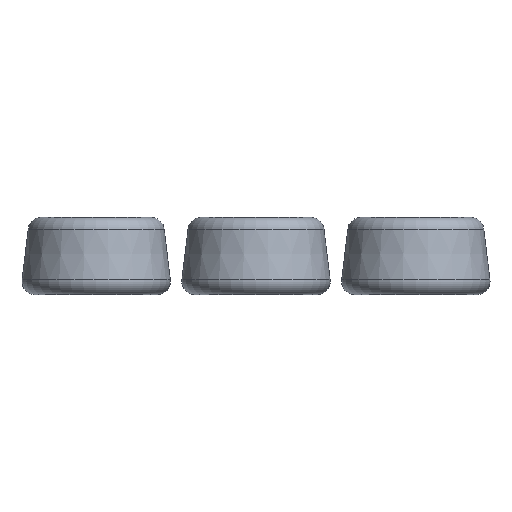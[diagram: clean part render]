
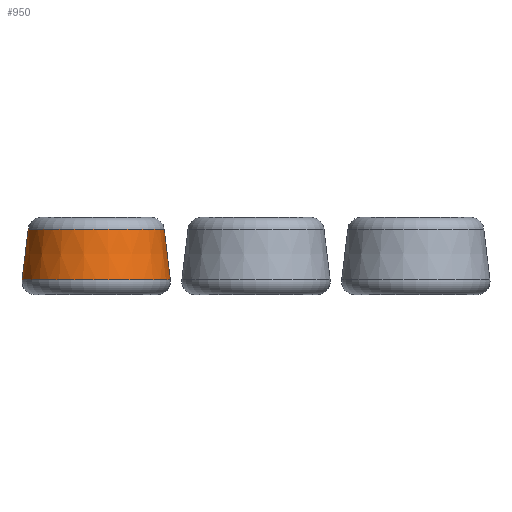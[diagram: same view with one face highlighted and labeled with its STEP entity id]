
A CAD part, front view. The second image highlights one B-rep face of the part: STEP entity #950.
In plain terms, the highlighted conical face has half-angle 6.882 degrees and reference radius 5.7 mm.
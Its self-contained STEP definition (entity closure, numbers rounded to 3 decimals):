
#85=LINE('',#1672,#109);
#109=VECTOR('',#1266,5.7);
#133=CONICAL_SURFACE('',#1062,5.7,0.12);
#158=FACE_OUTER_BOUND('',#242,.T.);
#242=EDGE_LOOP('',(#665,#666,#667,#668,#669));
#337=CIRCLE('',#1059,5.565);
#340=CIRCLE('',#1063,5.106);
#341=CIRCLE('',#1064,5.106);
#445=VERTEX_POINT('',#1662);
#447=VERTEX_POINT('',#1668);
#448=VERTEX_POINT('',#1669);
#529=EDGE_CURVE('',#445,#445,#337,.T.);
#532=EDGE_CURVE('',#447,#448,#340,.T.);
#533=EDGE_CURVE('',#448,#447,#341,.T.);
#534=EDGE_CURVE('',#448,#445,#85,.T.);
#665=ORIENTED_EDGE('',*,*,#532,.F.);
#666=ORIENTED_EDGE('',*,*,#533,.F.);
#667=ORIENTED_EDGE('',*,*,#534,.T.);
#668=ORIENTED_EDGE('',*,*,#529,.F.);
#669=ORIENTED_EDGE('',*,*,#534,.F.);
#950=ADVANCED_FACE('',(#158),#133,.T.);
#1059=AXIS2_PLACEMENT_3D('',#1663,#1254,#1255);
#1062=AXIS2_PLACEMENT_3D('',#1667,#1260,#1261);
#1063=AXIS2_PLACEMENT_3D('',#1670,#1262,#1263);
#1064=AXIS2_PLACEMENT_3D('',#1671,#1264,#1265);
#1254=DIRECTION('center_axis',(0.,0.,-1.));
#1255=DIRECTION('ref_axis',(-1.,0.,0.));
#1260=DIRECTION('center_axis',(0.,0.,-1.));
#1261=DIRECTION('ref_axis',(1.,0.,0.));
#1262=DIRECTION('center_axis',(0.,0.,1.));
#1263=DIRECTION('ref_axis',(-1.,0.,0.));
#1264=DIRECTION('center_axis',(0.,0.,1.));
#1265=DIRECTION('ref_axis',(-1.,0.,0.));
#1266=DIRECTION('',(-0.12,0.,-0.993));
#1662=CARTESIAN_POINT('',(-5.565,0.,1.12));
#1663=CARTESIAN_POINT('Origin',(0.,0.,1.12));
#1667=CARTESIAN_POINT('Origin',(0.,0.,0.));
#1668=CARTESIAN_POINT('',(5.106,0.,4.92));
#1669=CARTESIAN_POINT('',(-5.106,0.,4.92));
#1670=CARTESIAN_POINT('Origin',(0.,0.,4.92));
#1671=CARTESIAN_POINT('Origin',(0.,0.,4.92));
#1672=CARTESIAN_POINT('',(-5.7,0.,0.));
